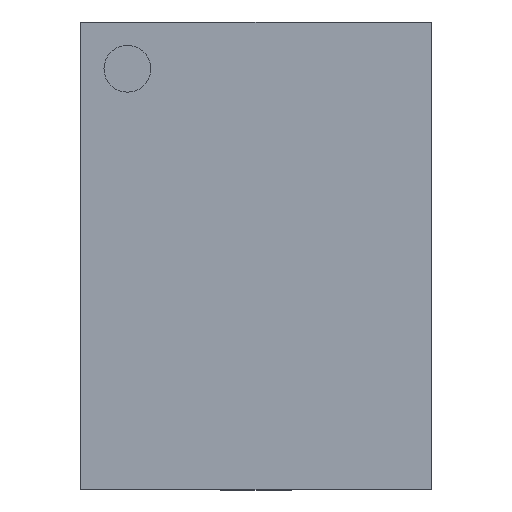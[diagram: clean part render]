
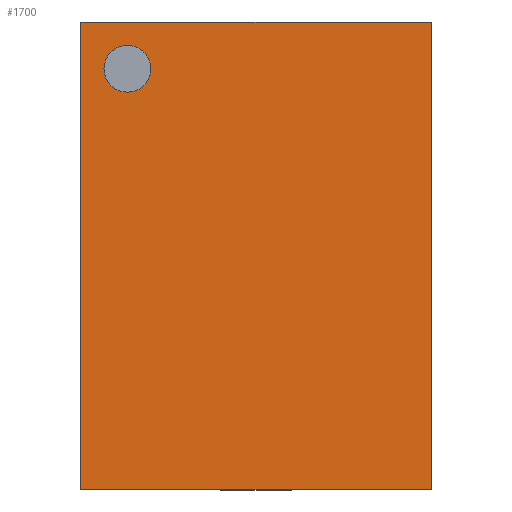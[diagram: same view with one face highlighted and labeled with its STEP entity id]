
A CAD part, top view. The second image highlights one B-rep face of the part: STEP entity #1700.
In plain terms, the highlighted planar face has unit normal (0, 0, 1).
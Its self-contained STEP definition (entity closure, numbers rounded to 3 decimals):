
#24 = VERTEX_POINT('',#25);
#25 = CARTESIAN_POINT('',(-0.75,1.,0.5));
#32 = PLANE('',#33);
#33 = AXIS2_PLACEMENT_3D('',#34,#35,#36);
#34 = CARTESIAN_POINT('',(-0.75,1.,0.));
#35 = DIRECTION('',(0.,1.,0.));
#36 = DIRECTION('',(1.,0.,0.));
#44 = PLANE('',#45);
#45 = AXIS2_PLACEMENT_3D('',#46,#47,#48);
#46 = CARTESIAN_POINT('',(-0.75,-1.,0.));
#47 = DIRECTION('',(-1.,0.,0.));
#48 = DIRECTION('',(0.,1.,0.));
#56 = EDGE_CURVE('',#24,#57,#59,.T.);
#57 = VERTEX_POINT('',#58);
#58 = CARTESIAN_POINT('',(0.75,1.,0.5));
#59 = SURFACE_CURVE('',#60,(#64,#71),.PCURVE_S1.);
#60 = LINE('',#61,#62);
#61 = CARTESIAN_POINT('',(-0.75,1.,0.5));
#62 = VECTOR('',#63,1.);
#63 = DIRECTION('',(1.,0.,0.));
#64 = PCURVE('',#32,#65);
#65 = DEFINITIONAL_REPRESENTATION('',(#66),#70);
#66 = LINE('',#67,#68);
#67 = CARTESIAN_POINT('',(0.,-0.5));
#68 = VECTOR('',#69,1.);
#69 = DIRECTION('',(1.,0.));
#70 = ( GEOMETRIC_REPRESENTATION_CONTEXT(2) 
PARAMETRIC_REPRESENTATION_CONTEXT() REPRESENTATION_CONTEXT('2D SPACE',''
  ) );
#71 = PCURVE('',#72,#77);
#72 = PLANE('',#73);
#73 = AXIS2_PLACEMENT_3D('',#74,#75,#76);
#74 = CARTESIAN_POINT('',(0.,0.,0.5));
#75 = DIRECTION('',(-0.,-0.,-1.));
#76 = DIRECTION('',(-1.,0.,0.));
#77 = DEFINITIONAL_REPRESENTATION('',(#78),#82);
#78 = LINE('',#79,#80);
#79 = CARTESIAN_POINT('',(0.75,1.));
#80 = VECTOR('',#81,1.);
#81 = DIRECTION('',(-1.,0.));
#82 = ( GEOMETRIC_REPRESENTATION_CONTEXT(2) 
PARAMETRIC_REPRESENTATION_CONTEXT() REPRESENTATION_CONTEXT('2D SPACE',''
  ) );
#100 = PLANE('',#101);
#101 = AXIS2_PLACEMENT_3D('',#102,#103,#104);
#102 = CARTESIAN_POINT('',(0.75,1.,0.));
#103 = DIRECTION('',(1.,0.,0.));
#104 = DIRECTION('',(0.,-1.,0.));
#195 = VERTEX_POINT('',#196);
#196 = CARTESIAN_POINT('',(-0.75,-1.,0.5));
#210 = PLANE('',#211);
#211 = AXIS2_PLACEMENT_3D('',#212,#213,#214);
#212 = CARTESIAN_POINT('',(0.75,-1.,0.));
#213 = DIRECTION('',(0.,-1.,0.));
#214 = DIRECTION('',(-1.,0.,0.));
#222 = EDGE_CURVE('',#195,#24,#223,.T.);
#223 = SURFACE_CURVE('',#224,(#228,#235),.PCURVE_S1.);
#224 = LINE('',#225,#226);
#225 = CARTESIAN_POINT('',(-0.75,-1.,0.5));
#226 = VECTOR('',#227,1.);
#227 = DIRECTION('',(0.,1.,0.));
#228 = PCURVE('',#44,#229);
#229 = DEFINITIONAL_REPRESENTATION('',(#230),#234);
#230 = LINE('',#231,#232);
#231 = CARTESIAN_POINT('',(0.,-0.5));
#232 = VECTOR('',#233,1.);
#233 = DIRECTION('',(1.,0.));
#234 = ( GEOMETRIC_REPRESENTATION_CONTEXT(2) 
PARAMETRIC_REPRESENTATION_CONTEXT() REPRESENTATION_CONTEXT('2D SPACE',''
  ) );
#235 = PCURVE('',#72,#236);
#236 = DEFINITIONAL_REPRESENTATION('',(#237),#241);
#237 = LINE('',#238,#239);
#238 = CARTESIAN_POINT('',(0.75,-1.));
#239 = VECTOR('',#240,1.);
#240 = DIRECTION('',(0.,1.));
#241 = ( GEOMETRIC_REPRESENTATION_CONTEXT(2) 
PARAMETRIC_REPRESENTATION_CONTEXT() REPRESENTATION_CONTEXT('2D SPACE',''
  ) );
#473 = EDGE_CURVE('',#57,#474,#476,.T.);
#474 = VERTEX_POINT('',#475);
#475 = CARTESIAN_POINT('',(0.75,-1.,0.5));
#476 = SURFACE_CURVE('',#477,(#481,#488),.PCURVE_S1.);
#477 = LINE('',#478,#479);
#478 = CARTESIAN_POINT('',(0.75,1.,0.5));
#479 = VECTOR('',#480,1.);
#480 = DIRECTION('',(0.,-1.,0.));
#481 = PCURVE('',#100,#482);
#482 = DEFINITIONAL_REPRESENTATION('',(#483),#487);
#483 = LINE('',#484,#485);
#484 = CARTESIAN_POINT('',(0.,-0.5));
#485 = VECTOR('',#486,1.);
#486 = DIRECTION('',(1.,0.));
#487 = ( GEOMETRIC_REPRESENTATION_CONTEXT(2) 
PARAMETRIC_REPRESENTATION_CONTEXT() REPRESENTATION_CONTEXT('2D SPACE',''
  ) );
#488 = PCURVE('',#72,#489);
#489 = DEFINITIONAL_REPRESENTATION('',(#490),#494);
#490 = LINE('',#491,#492);
#491 = CARTESIAN_POINT('',(-0.75,1.));
#492 = VECTOR('',#493,1.);
#493 = DIRECTION('',(0.,-1.));
#494 = ( GEOMETRIC_REPRESENTATION_CONTEXT(2) 
PARAMETRIC_REPRESENTATION_CONTEXT() REPRESENTATION_CONTEXT('2D SPACE',''
  ) );
#1700 = ADVANCED_FACE('',(#1701,#1727),#72,.F.);
#1701 = FACE_BOUND('',#1702,.F.);
#1702 = EDGE_LOOP('',(#1703,#1704,#1705,#1726));
#1703 = ORIENTED_EDGE('',*,*,#56,.T.);
#1704 = ORIENTED_EDGE('',*,*,#473,.T.);
#1705 = ORIENTED_EDGE('',*,*,#1706,.T.);
#1706 = EDGE_CURVE('',#474,#195,#1707,.T.);
#1707 = SURFACE_CURVE('',#1708,(#1712,#1719),.PCURVE_S1.);
#1708 = LINE('',#1709,#1710);
#1709 = CARTESIAN_POINT('',(0.75,-1.,0.5));
#1710 = VECTOR('',#1711,1.);
#1711 = DIRECTION('',(-1.,0.,0.));
#1712 = PCURVE('',#72,#1713);
#1713 = DEFINITIONAL_REPRESENTATION('',(#1714),#1718);
#1714 = LINE('',#1715,#1716);
#1715 = CARTESIAN_POINT('',(-0.75,-1.));
#1716 = VECTOR('',#1717,1.);
#1717 = DIRECTION('',(1.,0.));
#1718 = ( GEOMETRIC_REPRESENTATION_CONTEXT(2) 
PARAMETRIC_REPRESENTATION_CONTEXT() REPRESENTATION_CONTEXT('2D SPACE',''
  ) );
#1719 = PCURVE('',#210,#1720);
#1720 = DEFINITIONAL_REPRESENTATION('',(#1721),#1725);
#1721 = LINE('',#1722,#1723);
#1722 = CARTESIAN_POINT('',(0.,-0.5));
#1723 = VECTOR('',#1724,1.);
#1724 = DIRECTION('',(1.,0.));
#1725 = ( GEOMETRIC_REPRESENTATION_CONTEXT(2) 
PARAMETRIC_REPRESENTATION_CONTEXT() REPRESENTATION_CONTEXT('2D SPACE',''
  ) );
#1726 = ORIENTED_EDGE('',*,*,#222,.T.);
#1727 = FACE_BOUND('',#1728,.F.);
#1728 = EDGE_LOOP('',(#1729));
#1729 = ORIENTED_EDGE('',*,*,#1730,.T.);
#1730 = EDGE_CURVE('',#1731,#1731,#1733,.T.);
#1731 = VERTEX_POINT('',#1732);
#1732 = CARTESIAN_POINT('',(-0.45,0.8,0.5));
#1733 = SURFACE_CURVE('',#1734,(#1739,#1750),.PCURVE_S1.);
#1734 = CIRCLE('',#1735,0.1);
#1735 = AXIS2_PLACEMENT_3D('',#1736,#1737,#1738);
#1736 = CARTESIAN_POINT('',(-0.55,0.8,0.5));
#1737 = DIRECTION('',(0.,0.,1.));
#1738 = DIRECTION('',(1.,0.,0.));
#1739 = PCURVE('',#72,#1740);
#1740 = DEFINITIONAL_REPRESENTATION('',(#1741),#1749);
#1741 = ( BOUNDED_CURVE() B_SPLINE_CURVE(2,(#1742,#1743,#1744,#1745,
#1746,#1747,#1748),.UNSPECIFIED.,.T.,.F.) B_SPLINE_CURVE_WITH_KNOTS((1,2
    ,2,2,2,1),(-2.094,0.,2.094,4.189,
6.283,8.378),.UNSPECIFIED.) CURVE() 
GEOMETRIC_REPRESENTATION_ITEM() RATIONAL_B_SPLINE_CURVE((1.,0.5,1.,0.5,
1.,0.5,1.)) REPRESENTATION_ITEM('') );
#1742 = CARTESIAN_POINT('',(0.45,0.8));
#1743 = CARTESIAN_POINT('',(0.45,0.973));
#1744 = CARTESIAN_POINT('',(0.6,0.887));
#1745 = CARTESIAN_POINT('',(0.75,0.8));
#1746 = CARTESIAN_POINT('',(0.6,0.713));
#1747 = CARTESIAN_POINT('',(0.45,0.627));
#1748 = CARTESIAN_POINT('',(0.45,0.8));
#1749 = ( GEOMETRIC_REPRESENTATION_CONTEXT(2) 
PARAMETRIC_REPRESENTATION_CONTEXT() REPRESENTATION_CONTEXT('2D SPACE',''
  ) );
#1750 = PCURVE('',#1751,#1756);
#1751 = CYLINDRICAL_SURFACE('',#1752,0.1);
#1752 = AXIS2_PLACEMENT_3D('',#1753,#1754,#1755);
#1753 = CARTESIAN_POINT('',(-0.55,0.8,0.5));
#1754 = DIRECTION('',(0.,0.,1.));
#1755 = DIRECTION('',(1.,0.,0.));
#1756 = DEFINITIONAL_REPRESENTATION('',(#1757),#1761);
#1757 = LINE('',#1758,#1759);
#1758 = CARTESIAN_POINT('',(0.,0.));
#1759 = VECTOR('',#1760,1.);
#1760 = DIRECTION('',(1.,0.));
#1761 = ( GEOMETRIC_REPRESENTATION_CONTEXT(2) 
PARAMETRIC_REPRESENTATION_CONTEXT() REPRESENTATION_CONTEXT('2D SPACE',''
  ) );
